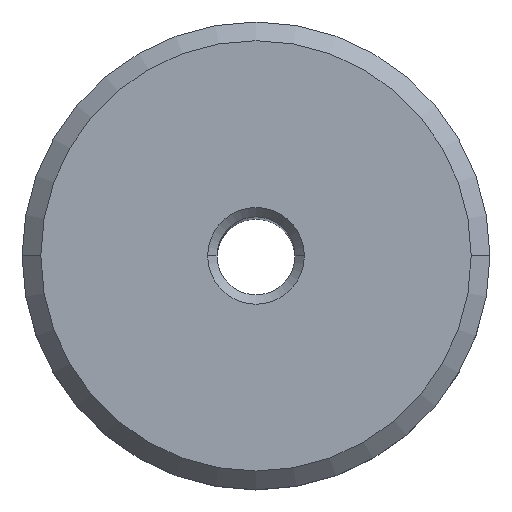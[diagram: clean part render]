
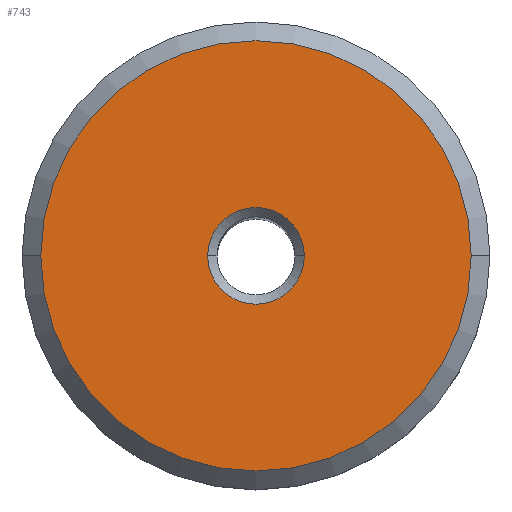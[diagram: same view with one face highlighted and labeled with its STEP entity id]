
A CAD part, top view. The second image highlights one B-rep face of the part: STEP entity #743.
In plain terms, the highlighted planar face has unit normal (0, 0, 1).
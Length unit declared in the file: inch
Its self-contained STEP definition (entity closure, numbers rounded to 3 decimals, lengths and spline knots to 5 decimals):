
#25 = EDGE_CURVE ( 'NONE', #551, #404, #446, .T. ) ;
#32 = AXIS2_PLACEMENT_3D ( 'NONE', #254, #942, #360 ) ;
#85 = FACE_OUTER_BOUND ( 'NONE', #114, .T. ) ;
#114 = EDGE_LOOP ( 'NONE', ( #253, #226 ) ) ;
#144 = CARTESIAN_POINT ( 'NONE',  ( -0.0775, 0., 0. ) ) ;
#159 = CIRCLE ( 'NONE', #464, 0.345 ) ;
#206 = CARTESIAN_POINT ( 'NONE',  ( 0.0775, 0., 0. ) ) ;
#219 = ORIENTED_EDGE ( 'NONE', *, *, #422, .T. ) ;
#226 = ORIENTED_EDGE ( 'NONE', *, *, #1011, .T. ) ;
#248 = DIRECTION ( 'NONE',  ( -1., 0., 0. ) ) ;
#253 = ORIENTED_EDGE ( 'NONE', *, *, #25, .T. ) ;
#254 = CARTESIAN_POINT ( 'NONE',  ( 0., 0.375, 0. ) ) ;
#264 = AXIS2_PLACEMENT_3D ( 'NONE', #758, #999, #920 ) ;
#320 = AXIS2_PLACEMENT_3D ( 'NONE', #1019, #1113, #248 ) ;
#327 = DIRECTION ( 'NONE',  ( 0., 0., -1. ) ) ;
#338 = DIRECTION ( 'NONE',  ( -1., 0., 0. ) ) ;
#360 = DIRECTION ( 'NONE',  ( -1., 0., 0. ) ) ;
#404 = VERTEX_POINT ( 'NONE', #421 ) ;
#421 = CARTESIAN_POINT ( 'NONE',  ( 0.345, 0., 0. ) ) ;
#422 = EDGE_CURVE ( 'NONE', #924, #438, #1056, .T. ) ;
#438 = VERTEX_POINT ( 'NONE', #144 ) ;
#443 = FACE_BOUND ( 'NONE', #580, .T. ) ;
#446 = CIRCLE ( 'NONE', #264, 0.345 ) ;
#464 = AXIS2_PLACEMENT_3D ( 'NONE', #1097, #836, #1102 ) ;
#481 = AXIS2_PLACEMENT_3D ( 'NONE', #588, #327, #338 ) ;
#491 = ORIENTED_EDGE ( 'NONE', *, *, #694, .T. ) ;
#551 = VERTEX_POINT ( 'NONE', #1029 ) ;
#580 = EDGE_LOOP ( 'NONE', ( #219, #491 ) ) ;
#588 = CARTESIAN_POINT ( 'NONE',  ( 0., 0., 0. ) ) ;
#694 = EDGE_CURVE ( 'NONE', #438, #924, #804, .T. ) ;
#743 = ADVANCED_FACE ( 'NONE', ( #85, #443 ), #786, .F. ) ;
#758 = CARTESIAN_POINT ( 'NONE',  ( 0., 0., 0. ) ) ;
#786 = PLANE ( 'NONE',  #32 ) ;
#804 = CIRCLE ( 'NONE', #320, 0.0775 ) ;
#836 = DIRECTION ( 'NONE',  ( 0., 0., 1. ) ) ;
#920 = DIRECTION ( 'NONE',  ( -1., 0., 0. ) ) ;
#924 = VERTEX_POINT ( 'NONE', #206 ) ;
#942 = DIRECTION ( 'NONE',  ( 0., 0., -1. ) ) ;
#999 = DIRECTION ( 'NONE',  ( 0., 0., 1. ) ) ;
#1011 = EDGE_CURVE ( 'NONE', #404, #551, #159, .T. ) ;
#1019 = CARTESIAN_POINT ( 'NONE',  ( 0., 0., 0. ) ) ;
#1029 = CARTESIAN_POINT ( 'NONE',  ( -0.345, 0., 0. ) ) ;
#1056 = CIRCLE ( 'NONE', #481, 0.0775 ) ;
#1097 = CARTESIAN_POINT ( 'NONE',  ( 0., 0., 0. ) ) ;
#1102 = DIRECTION ( 'NONE',  ( -1., 0., 0. ) ) ;
#1113 = DIRECTION ( 'NONE',  ( 0., 0., -1. ) ) ;
